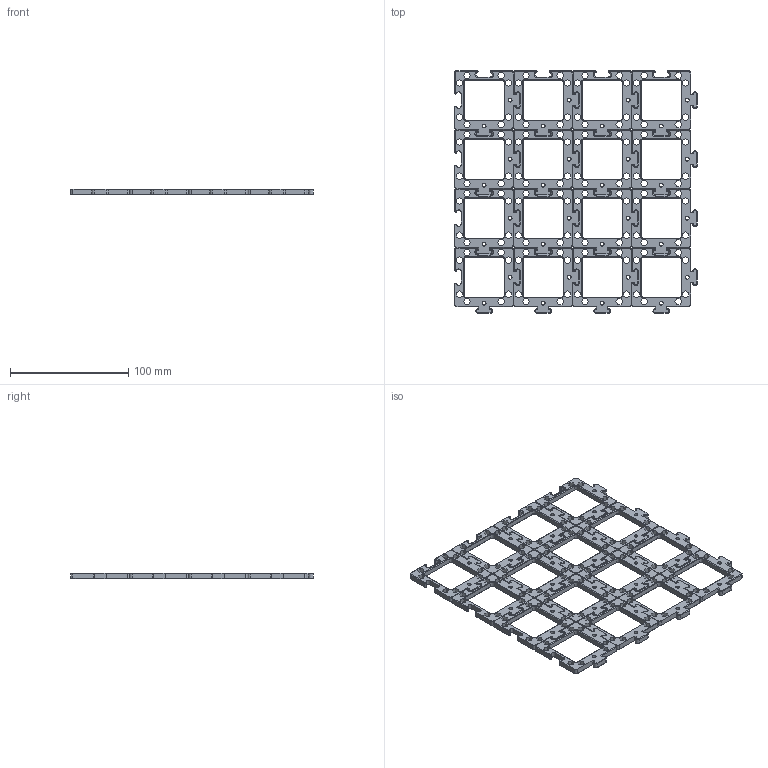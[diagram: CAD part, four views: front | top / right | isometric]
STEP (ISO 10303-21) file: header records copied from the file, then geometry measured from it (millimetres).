
FILE_DESCRIPTION(/* description */ (''),/* implementation_level */ '2;1');
FILE_NAME(/* name */ 'Assembly_base_4x4.iam.step',/* time_stamp */ '2022-11-29T08:57:50+01:00',/* author */ ('diederichbenedict'),/* organization */ (''),/* preprocessor_version */ 'ST-DEVELOPER v18.1',/* originating_system */ 'Autodesk Inventor 2022',/* authorisation */ '');
FILE_SCHEMA (('AUTOMOTIVE_DESIGN { 1 0 10303 214 3 1 1 }'));
Length unit declared in the file: millimetre
Products named in the file (2): Assembly_base_4x4; 10_Base_puzzle_v3
Assembly tree (16 placements, depth 2):
  Assembly_base_4x4
    10_Base_puzzle_v3  x16
Bounding box: 205.6 x 205.6 x 5 mm (x, y, z)
Volume: 87518.9 mm3; surface area: 78358.8 mm2
Topology: 16 solids, 16 shells, 3120 faces, 7808 edges, 4752 vertices
Faces by surface type: plane 1760, cylinder 640, cone 528, sphere 96, torus 96
Full cylindrical faces by diameter (mm): 3.2 x32, 7 x32
Entity records: 5947 total; most frequent: DIRECTION 1048, CARTESIAN_POINT 998, ORIENTED_EDGE 976, EDGE_CURVE 488, LINE 354, VECTOR 354, AXIS2_PLACEMENT_3D 347, VERTEX_POINT 297
